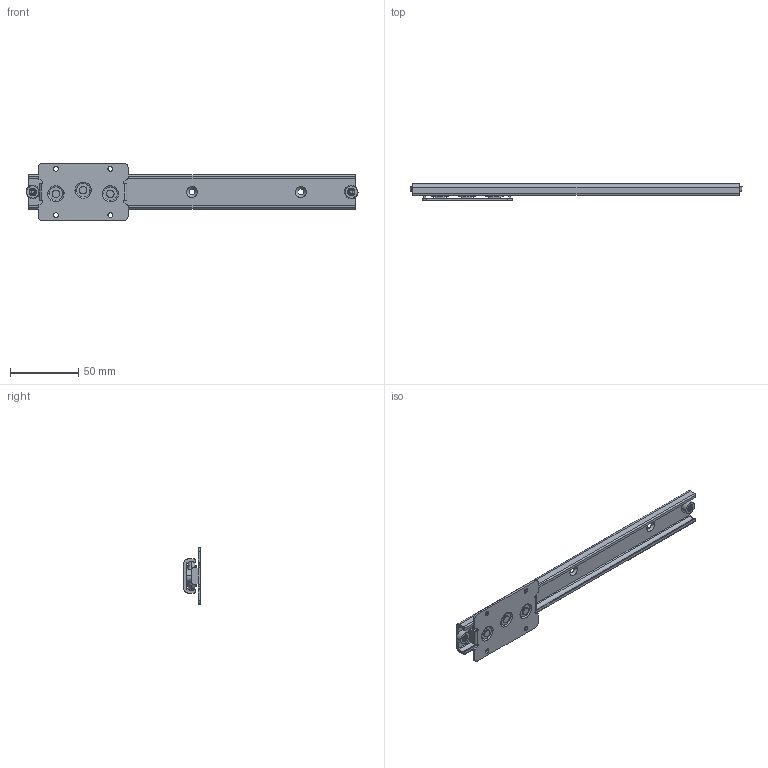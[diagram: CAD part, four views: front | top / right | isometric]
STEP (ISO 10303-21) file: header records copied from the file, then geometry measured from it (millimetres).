
FILE_DESCRIPTION((''),'2;1');
FILE_NAME('','2008-04-30T18:14:25',(''),(''),'','CADfix','');
FILE_SCHEMA(('AUTOMOTIVE_DESIGN { 1 0 10303 214 1 1 1 1 }'));
Length unit declared in the file: millimetre
Bounding box: 243.97 x 12 x 42 mm (x, y, z)
Volume: 27050 mm3; surface area: 28046 mm2
Topology: 7 solids, 7 shells, 208 faces, 654 edges, 472 vertices
Faces by surface type: bspline 208
Entity records: 7880 total; most frequent: CARTESIAN_POINT 4306, ORIENTED_EDGE 1292, EDGE_CURVE 646, VERTEX_POINT 468, EDGE_LOOP 246, QUASI_UNIFORM_CURVE 236, FACE_OUTER_BOUND 208, ADVANCED_FACE 208
